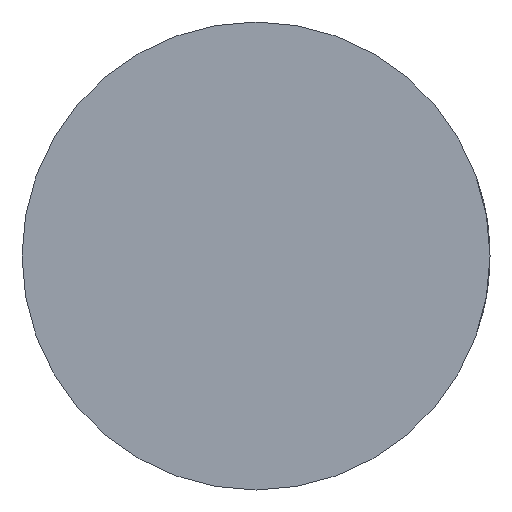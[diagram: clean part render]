
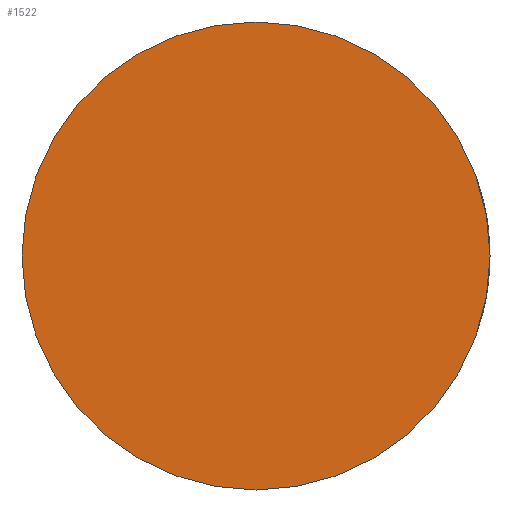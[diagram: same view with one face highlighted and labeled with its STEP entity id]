
A CAD part, front view. The second image highlights one B-rep face of the part: STEP entity #1522.
In plain terms, the highlighted planar face has unit normal (0, -1, 0).
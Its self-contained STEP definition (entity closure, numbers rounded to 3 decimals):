
#143 = CARTESIAN_POINT ( 'NONE',  ( -27., -26., 0. ) ) ;
#214 = CARTESIAN_POINT ( 'NONE',  ( 0., -26., 0. ) ) ;
#224 = ORIENTED_EDGE ( 'NONE', *, *, #1054, .F. ) ;
#437 = PLANE ( 'NONE',  #1743 ) ;
#440 = DIRECTION ( 'NONE',  ( 0., 0., -1. ) ) ;
#450 = VERTEX_POINT ( 'NONE', #1169 ) ;
#723 = DIRECTION ( 'NONE',  ( 1., 0., 0. ) ) ;
#775 = EDGE_CURVE ( 'NONE', #450, #1388, #1397, .T. ) ;
#858 = ORIENTED_EDGE ( 'NONE', *, *, #775, .F. ) ;
#861 = FACE_OUTER_BOUND ( 'NONE', #1600, .T. ) ;
#1001 = CARTESIAN_POINT ( 'NONE',  ( 0., -26., 0. ) ) ;
#1054 = EDGE_CURVE ( 'NONE', #1388, #450, #1087, .T. ) ;
#1060 = CARTESIAN_POINT ( 'NONE',  ( 0., -26., -27. ) ) ;
#1087 = CIRCLE ( 'NONE', #1788, 27. ) ;
#1151 = DIRECTION ( 'NONE',  ( 0., 1., 0. ) ) ;
#1169 = CARTESIAN_POINT ( 'NONE',  ( 0., -26., 27. ) ) ;
#1273 = AXIS2_PLACEMENT_3D ( 'NONE', #214, #1778, #1761 ) ;
#1388 = VERTEX_POINT ( 'NONE', #1060 ) ;
#1397 = CIRCLE ( 'NONE', #1273, 27. ) ;
#1522 = ADVANCED_FACE ( 'NONE', ( #861 ), #437, .F. ) ;
#1563 = DIRECTION ( 'NONE',  ( 0., 1., 0. ) ) ;
#1600 = EDGE_LOOP ( 'NONE', ( #224, #858 ) ) ;
#1743 = AXIS2_PLACEMENT_3D ( 'NONE', #143, #1151, #723 ) ;
#1761 = DIRECTION ( 'NONE',  ( 0., 0., -1. ) ) ;
#1778 = DIRECTION ( 'NONE',  ( 0., 1., 0. ) ) ;
#1788 = AXIS2_PLACEMENT_3D ( 'NONE', #1001, #1563, #440 ) ;
